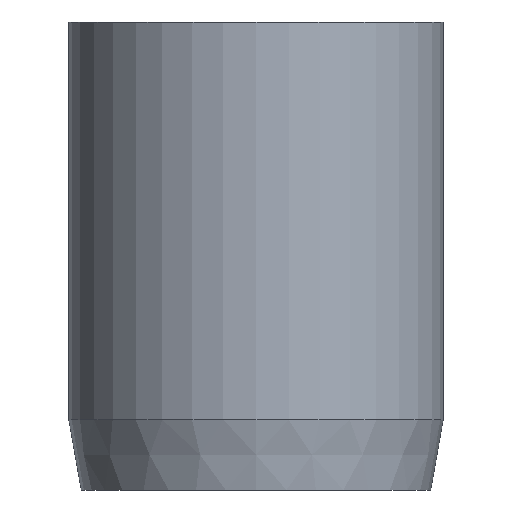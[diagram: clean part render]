
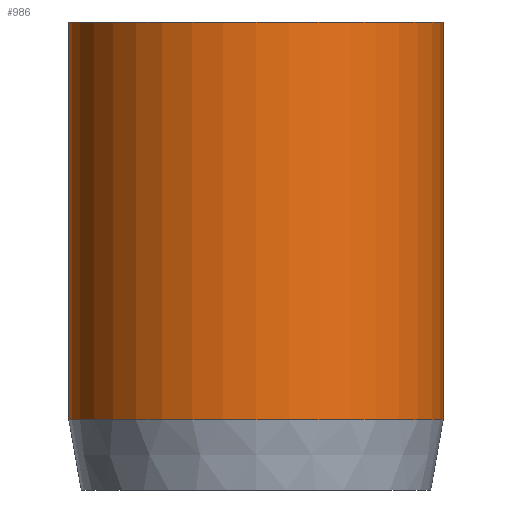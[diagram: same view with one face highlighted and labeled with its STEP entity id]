
A CAD part, front view. The second image highlights one B-rep face of the part: STEP entity #986.
In plain terms, the highlighted cylindrical face has radius 4 mm (diameter 8 mm), a partial arc.
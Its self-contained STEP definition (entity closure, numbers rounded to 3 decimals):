
#3 = CARTESIAN_POINT ( 'NONE',  ( 0., 0., 10. ) ) ;
#22 = AXIS2_PLACEMENT_3D ( 'NONE', #521, #948, #262 ) ;
#40 = EDGE_CURVE ( 'NONE', #1142, #1014, #85, .T. ) ;
#45 = EDGE_CURVE ( 'NONE', #98, #1014, #997, .T. ) ;
#53 = DIRECTION ( 'NONE',  ( 0., 0., 1. ) ) ;
#69 = CARTESIAN_POINT ( 'NONE',  ( -4., 0., 10. ) ) ;
#85 = LINE ( 'NONE', #1105, #116 ) ;
#98 = VERTEX_POINT ( 'NONE', #421 ) ;
#102 = DIRECTION ( 'NONE',  ( 1., 0., 0. ) ) ;
#116 = VECTOR ( 'NONE', #676, 1000. ) ;
#236 = FACE_OUTER_BOUND ( 'NONE', #590, .T. ) ;
#241 = ORIENTED_EDGE ( 'NONE', *, *, #40, .F. ) ;
#262 = DIRECTION ( 'NONE',  ( -1., 0., 0. ) ) ;
#269 = ORIENTED_EDGE ( 'NONE', *, *, #286, .T. ) ;
#286 = EDGE_CURVE ( 'NONE', #384, #98, #608, .T. ) ;
#305 = AXIS2_PLACEMENT_3D ( 'NONE', #3, #635, #102 ) ;
#384 = VERTEX_POINT ( 'NONE', #574 ) ;
#421 = CARTESIAN_POINT ( 'NONE',  ( -4., 0., 1.5 ) ) ;
#521 = CARTESIAN_POINT ( 'NONE',  ( 0., 0., 10. ) ) ;
#574 = CARTESIAN_POINT ( 'NONE',  ( -4., 0., 10. ) ) ;
#590 = EDGE_LOOP ( 'NONE', ( #241, #680, #269, #983 ) ) ;
#608 = LINE ( 'NONE', #69, #1089 ) ;
#611 = EDGE_CURVE ( 'NONE', #384, #1142, #996, .T. ) ;
#635 = DIRECTION ( 'NONE',  ( 0., 0., 1. ) ) ;
#637 = CARTESIAN_POINT ( 'NONE',  ( 0., 0., 1.5 ) ) ;
#674 = DIRECTION ( 'NONE',  ( 1., 0., 0. ) ) ;
#676 = DIRECTION ( 'NONE',  ( 0., 0., -1. ) ) ;
#680 = ORIENTED_EDGE ( 'NONE', *, *, #611, .F. ) ;
#695 = AXIS2_PLACEMENT_3D ( 'NONE', #637, #53, #674 ) ;
#730 = CARTESIAN_POINT ( 'NONE',  ( 4., 0., 10. ) ) ;
#866 = CARTESIAN_POINT ( 'NONE',  ( 4., 0., 1.5 ) ) ;
#892 = CYLINDRICAL_SURFACE ( 'NONE', #22, 4. ) ;
#922 = DIRECTION ( 'NONE',  ( 0., 0., -1. ) ) ;
#948 = DIRECTION ( 'NONE',  ( 0., 0., -1. ) ) ;
#983 = ORIENTED_EDGE ( 'NONE', *, *, #45, .T. ) ;
#986 = ADVANCED_FACE ( 'NONE', ( #236 ), #892, .T. ) ;
#996 = CIRCLE ( 'NONE', #305, 4. ) ;
#997 = CIRCLE ( 'NONE', #695, 4. ) ;
#1014 = VERTEX_POINT ( 'NONE', #866 ) ;
#1089 = VECTOR ( 'NONE', #922, 1000. ) ;
#1105 = CARTESIAN_POINT ( 'NONE',  ( 4., 0., 10. ) ) ;
#1142 = VERTEX_POINT ( 'NONE', #730 ) ;
